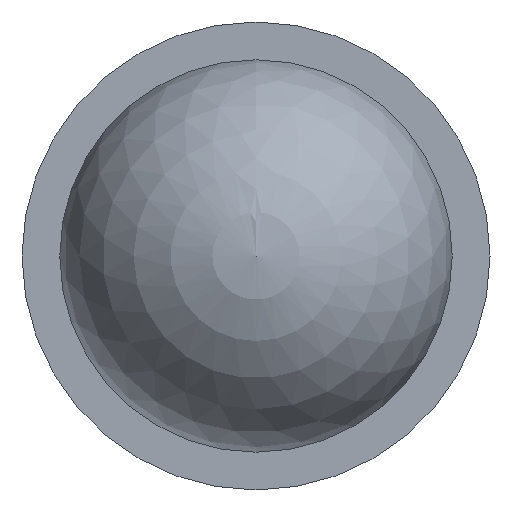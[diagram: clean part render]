
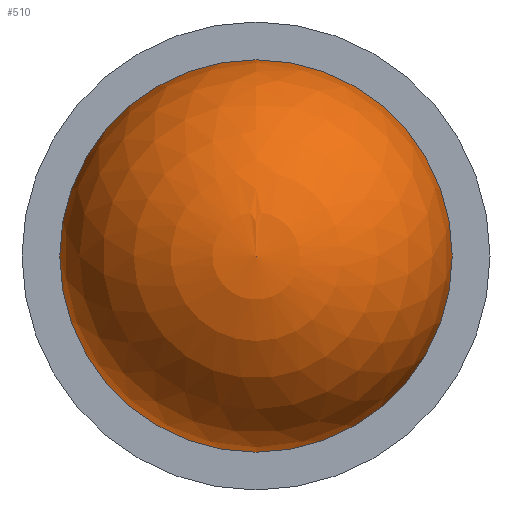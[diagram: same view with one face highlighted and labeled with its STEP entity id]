
A CAD part, front view. The second image highlights one B-rep face of the part: STEP entity #510.
In plain terms, the highlighted spherical face has radius 10.9 mm.
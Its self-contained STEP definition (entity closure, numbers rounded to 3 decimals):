
#100=FACE_OUTER_BOUND('',#133,.T.);
#133=EDGE_LOOP('',(#337,#338,#339,#340));
#178=CIRCLE('',#564,10.9);
#179=CIRCLE('',#565,10.9);
#180=CIRCLE('',#566,10.9);
#222=VERTEX_POINT('',#821);
#223=VERTEX_POINT('',#822);
#224=VERTEX_POINT('',#824);
#270=EDGE_CURVE('',#222,#223,#178,.T.);
#271=EDGE_CURVE('',#223,#224,#179,.T.);
#272=EDGE_CURVE('',#223,#222,#180,.T.);
#337=ORIENTED_EDGE('',*,*,#270,.T.);
#338=ORIENTED_EDGE('',*,*,#271,.T.);
#339=ORIENTED_EDGE('',*,*,#271,.F.);
#340=ORIENTED_EDGE('',*,*,#272,.T.);
#471=SPHERICAL_SURFACE('',#563,10.9);
#510=ADVANCED_FACE('',(#100),#471,.T.);
#563=AXIS2_PLACEMENT_3D('',#820,#642,#643);
#564=AXIS2_PLACEMENT_3D('',#823,#644,#645);
#565=AXIS2_PLACEMENT_3D('',#825,#646,#647);
#566=AXIS2_PLACEMENT_3D('',#826,#648,#649);
#642=DIRECTION('center_axis',(0.,1.,0.));
#643=DIRECTION('ref_axis',(0.,0.,-1.));
#644=DIRECTION('center_axis',(0.,-1.,0.));
#645=DIRECTION('ref_axis',(1.,0.,0.));
#646=DIRECTION('center_axis',(1.,0.,0.));
#647=DIRECTION('ref_axis',(0.,0.,1.));
#648=DIRECTION('center_axis',(0.,-1.,0.));
#649=DIRECTION('ref_axis',(1.,0.,0.));
#820=CARTESIAN_POINT('Origin',(100.029,43.174,72.761));
#821=CARTESIAN_POINT('',(89.129,43.174,72.761));
#822=CARTESIAN_POINT('',(100.029,43.174,83.661));
#823=CARTESIAN_POINT('Origin',(100.029,43.174,72.761));
#824=CARTESIAN_POINT('',(100.029,32.274,72.761));
#825=CARTESIAN_POINT('Origin',(100.029,43.174,72.761));
#826=CARTESIAN_POINT('Origin',(100.029,43.174,72.761));
